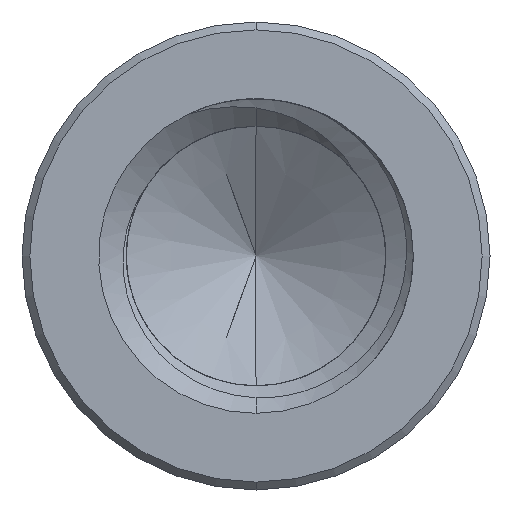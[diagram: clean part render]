
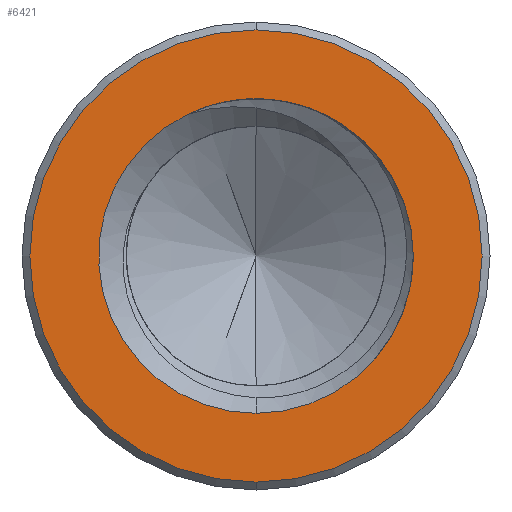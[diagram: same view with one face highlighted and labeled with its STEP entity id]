
A CAD part, front view. The second image highlights one B-rep face of the part: STEP entity #6421.
In plain terms, the highlighted planar face has unit normal (0, -1, 0).
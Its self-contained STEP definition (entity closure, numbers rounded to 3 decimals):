
#205 = CARTESIAN_POINT ( 'NONE',  ( 0., -27., 0. ) ) ;
#367 = EDGE_CURVE ( 'NONE', #6303, #5940, #3722, .T. ) ;
#386 = CARTESIAN_POINT ( 'NONE',  ( 0., -27., 2.875 ) ) ;
#548 = AXIS2_PLACEMENT_3D ( 'NONE', #2920, #9211, #8610 ) ;
#915 = DIRECTION ( 'NONE',  ( 0., 0., 1. ) ) ;
#1060 = AXIS2_PLACEMENT_3D ( 'NONE', #6063, #7680, #5480 ) ;
#1091 = CARTESIAN_POINT ( 'NONE',  ( 0., -27., 0. ) ) ;
#1353 = VERTEX_POINT ( 'NONE', #386 ) ;
#1395 = EDGE_LOOP ( 'NONE', ( #9157, #4971 ) ) ;
#1784 = DIRECTION ( 'NONE',  ( 0., 1., 0. ) ) ;
#1809 = DIRECTION ( 'NONE',  ( 0., 0., 1. ) ) ;
#1962 = FACE_OUTER_BOUND ( 'NONE', #1395, .T. ) ;
#2174 = AXIS2_PLACEMENT_3D ( 'NONE', #205, #4474, #915 ) ;
#2433 = DIRECTION ( 'NONE',  ( 0., 0., 1. ) ) ;
#2768 = AXIS2_PLACEMENT_3D ( 'NONE', #1091, #1784, #1809 ) ;
#2920 = CARTESIAN_POINT ( 'NONE',  ( 0., -27., 0. ) ) ;
#3269 = ORIENTED_EDGE ( 'NONE', *, *, #367, .T. ) ;
#3538 = ORIENTED_EDGE ( 'NONE', *, *, #8032, .T. ) ;
#3685 = CIRCLE ( 'NONE', #548, 2.875 ) ;
#3722 = CIRCLE ( 'NONE', #2174, 2. ) ;
#3880 = VERTEX_POINT ( 'NONE', #6873 ) ;
#3955 = CIRCLE ( 'NONE', #6447, 2. ) ;
#4106 = CARTESIAN_POINT ( 'NONE',  ( 0., -27., 0. ) ) ;
#4189 = CIRCLE ( 'NONE', #4619, 2. ) ;
#4197 = EDGE_CURVE ( 'NONE', #1353, #3880, #3685, .T. ) ;
#4474 = DIRECTION ( 'NONE',  ( 0., 1., 0. ) ) ;
#4619 = AXIS2_PLACEMENT_3D ( 'NONE', #8117, #6751, #2433 ) ;
#4971 = ORIENTED_EDGE ( 'NONE', *, *, #5761, .T. ) ;
#4984 = CARTESIAN_POINT ( 'NONE',  ( -0.874, -27., 1.799 ) ) ;
#5145 = CARTESIAN_POINT ( 'NONE',  ( 0.675, -27., 1.883 ) ) ;
#5480 = DIRECTION ( 'NONE',  ( 0., 0., 1. ) ) ;
#5761 = EDGE_CURVE ( 'NONE', #3880, #1353, #8235, .T. ) ;
#5940 = VERTEX_POINT ( 'NONE', #9088 ) ;
#5997 = PLANE ( 'NONE',  #2768 ) ;
#6048 = VERTEX_POINT ( 'NONE', #4984 ) ;
#6063 = CARTESIAN_POINT ( 'NONE',  ( 0., -27., 0. ) ) ;
#6303 = VERTEX_POINT ( 'NONE', #5145 ) ;
#6421 = ADVANCED_FACE ( 'NONE', ( #7802, #1962 ), #5997, .F. ) ;
#6433 = EDGE_CURVE ( 'NONE', #5940, #6048, #4189, .T. ) ;
#6447 = AXIS2_PLACEMENT_3D ( 'NONE', #4106, #8987, #9050 ) ;
#6751 = DIRECTION ( 'NONE',  ( 0., 1., 0. ) ) ;
#6873 = CARTESIAN_POINT ( 'NONE',  ( 0., -27., -2.875 ) ) ;
#7308 = ORIENTED_EDGE ( 'NONE', *, *, #6433, .T. ) ;
#7680 = DIRECTION ( 'NONE',  ( 0., -1., 0. ) ) ;
#7802 = FACE_BOUND ( 'NONE', #9079, .T. ) ;
#8032 = EDGE_CURVE ( 'NONE', #6048, #6303, #3955, .T. ) ;
#8117 = CARTESIAN_POINT ( 'NONE',  ( 0., -27., 0. ) ) ;
#8235 = CIRCLE ( 'NONE', #1060, 2.875 ) ;
#8610 = DIRECTION ( 'NONE',  ( 0., 0., 1. ) ) ;
#8987 = DIRECTION ( 'NONE',  ( 0., 1., 0. ) ) ;
#9050 = DIRECTION ( 'NONE',  ( 0., 0., 1. ) ) ;
#9079 = EDGE_LOOP ( 'NONE', ( #3269, #7308, #3538 ) ) ;
#9088 = CARTESIAN_POINT ( 'NONE',  ( 0., -27., -2. ) ) ;
#9157 = ORIENTED_EDGE ( 'NONE', *, *, #4197, .T. ) ;
#9211 = DIRECTION ( 'NONE',  ( 0., -1., 0. ) ) ;
